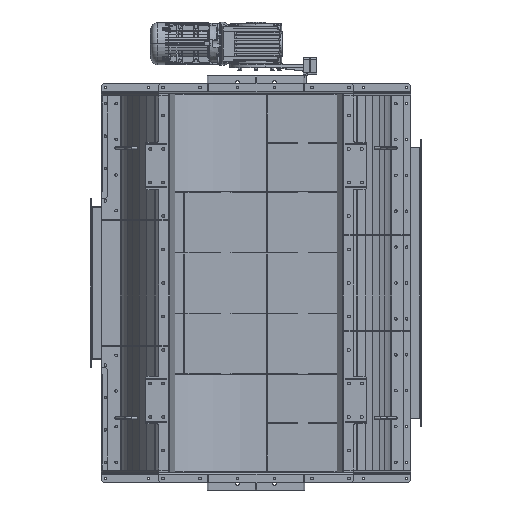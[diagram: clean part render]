
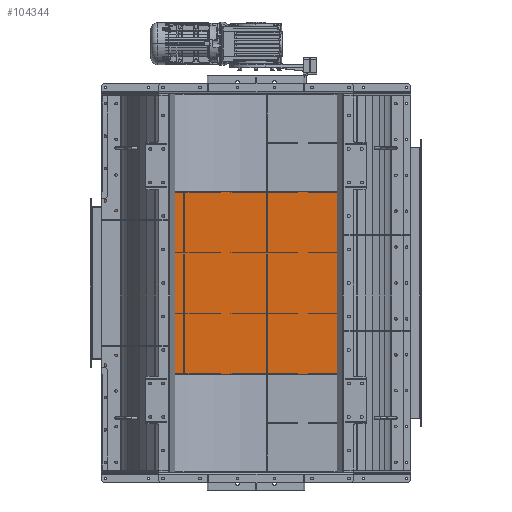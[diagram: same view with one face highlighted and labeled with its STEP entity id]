
A CAD part, front view. The second image highlights one B-rep face of the part: STEP entity #104344.
In plain terms, the highlighted planar face has unit normal (0, -1, 0).
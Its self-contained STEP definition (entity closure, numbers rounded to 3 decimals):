
#124 = FACE_BOUND ( 'NONE', #75521, .T. ) ;
#237 = DIRECTION ( 'NONE',  ( 0., 0., 1. ) ) ;
#4010 = CIRCLE ( 'NONE', #24139, 6. ) ;
#5120 = EDGE_CURVE ( 'NONE', #33674, #6131, #20613, .T. ) ;
#5925 = DIRECTION ( 'NONE',  ( 0., 1., 0. ) ) ;
#6131 = VERTEX_POINT ( 'NONE', #34059 ) ;
#10325 = VERTEX_POINT ( 'NONE', #44759 ) ;
#12689 = EDGE_LOOP ( 'NONE', ( #87421, #124585 ) ) ;
#13741 = DIRECTION ( 'NONE',  ( 0., 1., 0. ) ) ;
#14300 = DIRECTION ( 'NONE',  ( 0., 0., 1. ) ) ;
#14682 = EDGE_CURVE ( 'NONE', #53475, #127653, #45682, .T. ) ;
#15472 = CARTESIAN_POINT ( 'NONE',  ( 332., 738., -1407.896 ) ) ;
#15710 = CARTESIAN_POINT ( 'NONE',  ( 422., 738., -1429.496 ) ) ;
#17603 = CARTESIAN_POINT ( 'NONE',  ( 0., 738., -1419.896 ) ) ;
#19437 = ORIENTED_EDGE ( 'NONE', *, *, #22047, .T. ) ;
#20613 = CIRCLE ( 'NONE', #121521, 6. ) ;
#21289 = DIRECTION ( 'NONE',  ( 0., 0., 1. ) ) ;
#22047 = EDGE_CURVE ( 'NONE', #115174, #127716, #130678, .T. ) ;
#22666 = CARTESIAN_POINT ( 'NONE',  ( 332., 738., -1413.896 ) ) ;
#23718 = CARTESIAN_POINT ( 'NONE',  ( 332., 738., -1413.896 ) ) ;
#24139 = AXIS2_PLACEMENT_3D ( 'NONE', #110475, #57812, #14300 ) ;
#24408 = CIRCLE ( 'NONE', #109584, 6. ) ;
#26214 = DIRECTION ( 'NONE',  ( 0., 0., 1. ) ) ;
#26258 = VERTEX_POINT ( 'NONE', #15472 ) ;
#26808 = CIRCLE ( 'NONE', #44734, 6. ) ;
#26892 = DIRECTION ( 'NONE',  ( 0., 1., 0. ) ) ;
#27442 = CARTESIAN_POINT ( 'NONE',  ( -422., 738., -4.4 ) ) ;
#28172 = DIRECTION ( 'NONE',  ( 1., 0., 0. ) ) ;
#28937 = AXIS2_PLACEMENT_3D ( 'NONE', #124540, #5925, #81766 ) ;
#30083 = CARTESIAN_POINT ( 'NONE',  ( -422., 738., -1429.496 ) ) ;
#30106 = ORIENTED_EDGE ( 'NONE', *, *, #5120, .T. ) ;
#30463 = VECTOR ( 'NONE', #109510, 1000. ) ;
#32934 = CARTESIAN_POINT ( 'NONE',  ( 0., 738., -1407.896 ) ) ;
#33128 = DIRECTION ( 'NONE',  ( 0., 0., 1. ) ) ;
#33674 = VERTEX_POINT ( 'NONE', #43907 ) ;
#34059 = CARTESIAN_POINT ( 'NONE',  ( -166., 738., -1407.896 ) ) ;
#34493 = FACE_OUTER_BOUND ( 'NONE', #58714, .T. ) ;
#35196 = FACE_BOUND ( 'NONE', #131028, .T. ) ;
#35450 = AXIS2_PLACEMENT_3D ( 'NONE', #120139, #98401, #33128 ) ;
#35460 = CARTESIAN_POINT ( 'NONE',  ( 166., 738., -1413.896 ) ) ;
#37261 = VERTEX_POINT ( 'NONE', #17603 ) ;
#39599 = CARTESIAN_POINT ( 'NONE',  ( 422., 738., 0. ) ) ;
#42848 = LINE ( 'NONE', #106768, #30463 ) ;
#42933 = PLANE ( 'NONE',  #35450 ) ;
#43907 = CARTESIAN_POINT ( 'NONE',  ( -166., 738., -1419.896 ) ) ;
#44554 = EDGE_CURVE ( 'NONE', #50911, #10325, #81423, .T. ) ;
#44734 = AXIS2_PLACEMENT_3D ( 'NONE', #22666, #75390, #237 ) ;
#44759 = CARTESIAN_POINT ( 'NONE',  ( 166., 738., -1419.896 ) ) ;
#45627 = DIRECTION ( 'NONE',  ( 0., 0., 1. ) ) ;
#45682 = CIRCLE ( 'NONE', #124159, 6. ) ;
#46112 = ORIENTED_EDGE ( 'NONE', *, *, #44554, .T. ) ;
#46671 = DIRECTION ( 'NONE',  ( 0., 1., 0. ) ) ;
#48059 = CARTESIAN_POINT ( 'NONE',  ( 166., 738., -1413.896 ) ) ;
#50802 = CARTESIAN_POINT ( 'NONE',  ( -166., 738., -1413.896 ) ) ;
#50911 = VERTEX_POINT ( 'NONE', #124890 ) ;
#53475 = VERTEX_POINT ( 'NONE', #53543 ) ;
#53543 = CARTESIAN_POINT ( 'NONE',  ( -332., 738., -1407.896 ) ) ;
#54818 = ORIENTED_EDGE ( 'NONE', *, *, #66928, .T. ) ;
#56565 = DIRECTION ( 'NONE',  ( 0., 0., 1. ) ) ;
#57812 = DIRECTION ( 'NONE',  ( 0., 1., 0. ) ) ;
#58714 = EDGE_LOOP ( 'NONE', ( #19437, #92536, #120506, #59678 ) ) ;
#59074 = ORIENTED_EDGE ( 'NONE', *, *, #66684, .T. ) ;
#59277 = DIRECTION ( 'NONE',  ( 0., 0., 1. ) ) ;
#59678 = ORIENTED_EDGE ( 'NONE', *, *, #112324, .T. ) ;
#62040 = ORIENTED_EDGE ( 'NONE', *, *, #86301, .T. ) ;
#62665 = CIRCLE ( 'NONE', #112007, 6. ) ;
#64669 = EDGE_CURVE ( 'NONE', #112870, #26258, #24408, .T. ) ;
#64718 = FACE_BOUND ( 'NONE', #67630, .T. ) ;
#66684 = EDGE_CURVE ( 'NONE', #10325, #50911, #62665, .T. ) ;
#66928 = EDGE_CURVE ( 'NONE', #26258, #112870, #26808, .T. ) ;
#67630 = EDGE_LOOP ( 'NONE', ( #54818, #71535 ) ) ;
#67969 = ORIENTED_EDGE ( 'NONE', *, *, #14682, .T. ) ;
#69940 = ORIENTED_EDGE ( 'NONE', *, *, #129853, .T. ) ;
#70392 = EDGE_CURVE ( 'NONE', #127716, #75143, #135004, .T. ) ;
#71535 = ORIENTED_EDGE ( 'NONE', *, *, #64669, .T. ) ;
#75143 = VERTEX_POINT ( 'NONE', #113178 ) ;
#75390 = DIRECTION ( 'NONE',  ( 0., 1., 0. ) ) ;
#75521 = EDGE_LOOP ( 'NONE', ( #67969, #62040 ) ) ;
#76291 = VECTOR ( 'NONE', #28172, 1000. ) ;
#76652 = VERTEX_POINT ( 'NONE', #32934 ) ;
#78308 = DIRECTION ( 'NONE',  ( 0., 0., 1. ) ) ;
#78751 = LINE ( 'NONE', #27442, #76291 ) ;
#79226 = AXIS2_PLACEMENT_3D ( 'NONE', #35460, #121084, #78308 ) ;
#81423 = CIRCLE ( 'NONE', #79226, 6. ) ;
#81766 = DIRECTION ( 'NONE',  ( 0., 0., 1. ) ) ;
#82423 = DIRECTION ( 'NONE',  ( 0., 0., 1. ) ) ;
#84336 = CIRCLE ( 'NONE', #124597, 6. ) ;
#85612 = VECTOR ( 'NONE', #82423, 1000. ) ;
#85620 = VECTOR ( 'NONE', #86548, 1000. ) ;
#86301 = EDGE_CURVE ( 'NONE', #127653, #53475, #84336, .T. ) ;
#86548 = DIRECTION ( 'NONE',  ( 1., 0., 0. ) ) ;
#87172 = FACE_BOUND ( 'NONE', #12689, .T. ) ;
#87421 = ORIENTED_EDGE ( 'NONE', *, *, #117181, .T. ) ;
#88329 = DIRECTION ( 'NONE',  ( 0., 0., 1. ) ) ;
#88389 = AXIS2_PLACEMENT_3D ( 'NONE', #96950, #99017, #45627 ) ;
#91057 = EDGE_CURVE ( 'NONE', #105204, #75143, #78751, .T. ) ;
#92536 = ORIENTED_EDGE ( 'NONE', *, *, #70392, .T. ) ;
#93671 = DIRECTION ( 'NONE',  ( 0., 1., 0. ) ) ;
#96950 = CARTESIAN_POINT ( 'NONE',  ( 0., 738., -1413.896 ) ) ;
#98401 = DIRECTION ( 'NONE',  ( 0., 1., 0. ) ) ;
#99017 = DIRECTION ( 'NONE',  ( 0., 1., 0. ) ) ;
#99982 = CARTESIAN_POINT ( 'NONE',  ( -332., 738., -1413.896 ) ) ;
#104344 = ADVANCED_FACE ( 'NONE', ( #124, #117367, #87172, #35196, #64718, #34493 ), #42933, .F. ) ;
#105204 = VERTEX_POINT ( 'NONE', #123779 ) ;
#106768 = CARTESIAN_POINT ( 'NONE',  ( -422., 738., 0. ) ) ;
#109510 = DIRECTION ( 'NONE',  ( 0., 0., -1. ) ) ;
#109584 = AXIS2_PLACEMENT_3D ( 'NONE', #23718, #110038, #88329 ) ;
#109651 = CARTESIAN_POINT ( 'NONE',  ( -422., 738., -1429.496 ) ) ;
#109917 = CARTESIAN_POINT ( 'NONE',  ( -332., 738., -1413.896 ) ) ;
#110038 = DIRECTION ( 'NONE',  ( 0., 1., 0. ) ) ;
#110475 = CARTESIAN_POINT ( 'NONE',  ( -166., 738., -1413.896 ) ) ;
#112007 = AXIS2_PLACEMENT_3D ( 'NONE', #48059, #46671, #59277 ) ;
#112324 = EDGE_CURVE ( 'NONE', #105204, #115174, #42848, .T. ) ;
#112822 = CARTESIAN_POINT ( 'NONE',  ( 332., 738., -1419.896 ) ) ;
#112870 = VERTEX_POINT ( 'NONE', #112822 ) ;
#113017 = CIRCLE ( 'NONE', #88389, 6. ) ;
#113178 = CARTESIAN_POINT ( 'NONE',  ( 422., 738., -4.4 ) ) ;
#115172 = CARTESIAN_POINT ( 'NONE',  ( -332., 738., -1419.896 ) ) ;
#115174 = VERTEX_POINT ( 'NONE', #30083 ) ;
#117181 = EDGE_CURVE ( 'NONE', #76652, #37261, #129687, .T. ) ;
#117367 = FACE_BOUND ( 'NONE', #119104, .T. ) ;
#117853 = EDGE_CURVE ( 'NONE', #37261, #76652, #113017, .T. ) ;
#119104 = EDGE_LOOP ( 'NONE', ( #69940, #30106 ) ) ;
#120139 = CARTESIAN_POINT ( 'NONE',  ( 0., 738., 0. ) ) ;
#120506 = ORIENTED_EDGE ( 'NONE', *, *, #91057, .F. ) ;
#121084 = DIRECTION ( 'NONE',  ( 0., 1., 0. ) ) ;
#121521 = AXIS2_PLACEMENT_3D ( 'NONE', #50802, #93671, #21289 ) ;
#123779 = CARTESIAN_POINT ( 'NONE',  ( -422., 738., -4.4 ) ) ;
#124159 = AXIS2_PLACEMENT_3D ( 'NONE', #99982, #26892, #26214 ) ;
#124540 = CARTESIAN_POINT ( 'NONE',  ( 0., 738., -1413.896 ) ) ;
#124585 = ORIENTED_EDGE ( 'NONE', *, *, #117853, .T. ) ;
#124597 = AXIS2_PLACEMENT_3D ( 'NONE', #109917, #13741, #56565 ) ;
#124890 = CARTESIAN_POINT ( 'NONE',  ( 166., 738., -1407.896 ) ) ;
#127653 = VERTEX_POINT ( 'NONE', #115172 ) ;
#127716 = VERTEX_POINT ( 'NONE', #15710 ) ;
#129687 = CIRCLE ( 'NONE', #28937, 6. ) ;
#129853 = EDGE_CURVE ( 'NONE', #6131, #33674, #4010, .T. ) ;
#130678 = LINE ( 'NONE', #109651, #85620 ) ;
#131028 = EDGE_LOOP ( 'NONE', ( #46112, #59074 ) ) ;
#135004 = LINE ( 'NONE', #39599, #85612 ) ;
